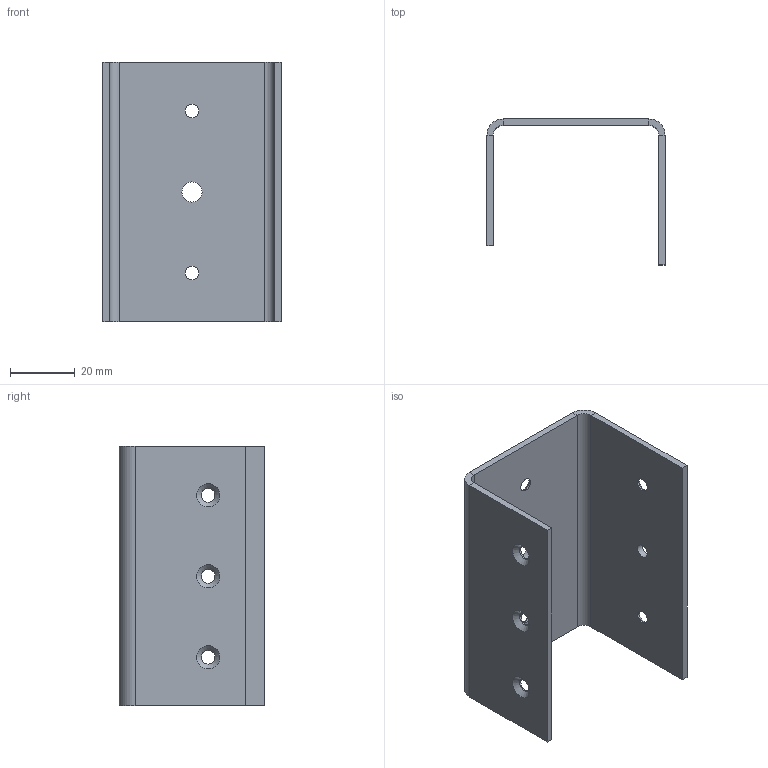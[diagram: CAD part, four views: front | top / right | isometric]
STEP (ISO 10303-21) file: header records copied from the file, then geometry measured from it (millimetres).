
FILE_DESCRIPTION(/* description */ (''),/* implementation_level */ '2;1');
FILE_NAME(/* name */ 'Patin Slider Spitt Rigs v6.step',/* time_stamp */ '2021-03-11T18:46:40+01:00',/* author */ (''),/* organization */ (''),/* preprocessor_version */ 'ST-DEVELOPER v18.1',/* originating_system */ 'Autodesk Translation Framework v9.10.0.1330',/* authorisation */ '');
FILE_SCHEMA (('AUTOMOTIVE_DESIGN { 1 0 10303 214 3 1 1 }'));
Length unit declared in the file: millimetre
Products named in the file (1): Patin Slider Spitt Rigs
Bounding box: 55 x 45 x 80 mm (x, y, z)
Volume: 20639.9 mm3; surface area: 21804.2 mm2
Topology: 1 solids, 1 shells, 38 faces, 85 edges, 49 vertices
Faces by surface type: plane 18, cylinder 13, cone 7
Full cylindrical faces by diameter (mm): 4.2 x8, 6.2 x1
Entity records: 1103 total; most frequent: DIRECTION 196, CARTESIAN_POINT 173, ORIENTED_EDGE 170, EDGE_CURVE 85, AXIS2_PLACEMENT_3D 72, EDGE_LOOP 56, LINE 52, VECTOR 52
